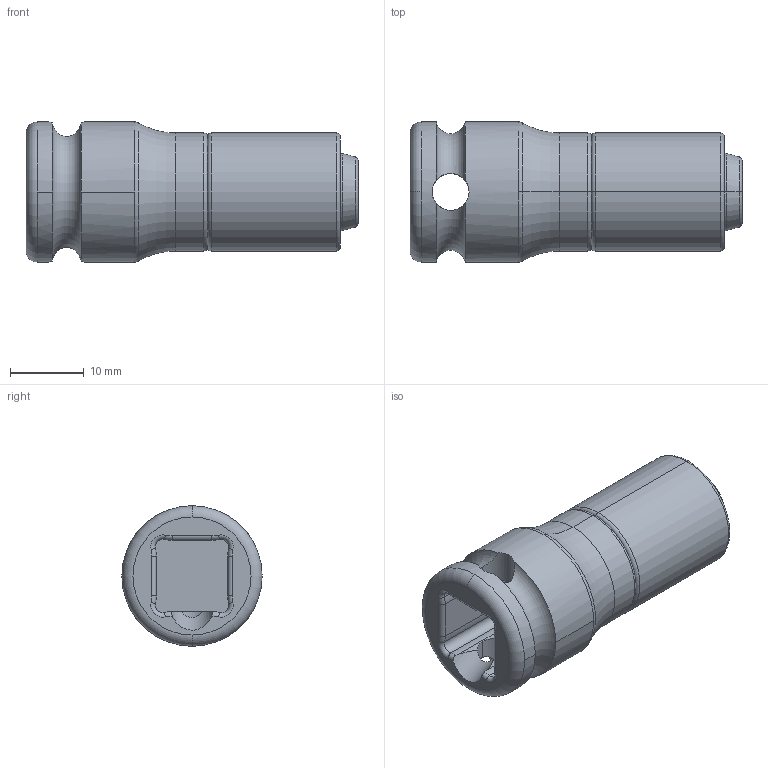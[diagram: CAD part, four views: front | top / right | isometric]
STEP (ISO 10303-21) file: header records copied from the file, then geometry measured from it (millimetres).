
FILE_DESCRIPTION((''),'2;1');
FILE_NAME('4027123600','2023-09-01T08:43:21',('a00565553'),(''),'CREO PARAMETRIC BY PTC INC, 2022414','CREO PARAMETRIC BY PTC INC, 2022414','');
FILE_SCHEMA(('CONFIG_CONTROL_DESIGN','GEOMETRIC_VALIDATION_PROPERTIES_MIM'));
Length unit declared in the file: millimetre
Products named in the file (1): 4027123600
Bounding box: 45 x 19 x 19 mm (x, y, z)
Volume: 7752 mm3; surface area: 5837 mm2
Topology: 7 solids, 7 shells, 157 faces, 375 edges, 228 vertices
Faces by surface type: cylinder 54, torus 42, plane 29, cone 26, sphere 4, bspline 2
Entity records: 8126 total; most frequent: CARTESIAN_POINT 3197, DIRECTION 860, ORIENTED_EDGE 734, AXIS2_PLACEMENT_3D 384, EDGE_CURVE 367, CIRCLE 229, VERTEX_POINT 228, EDGE_LOOP 169
